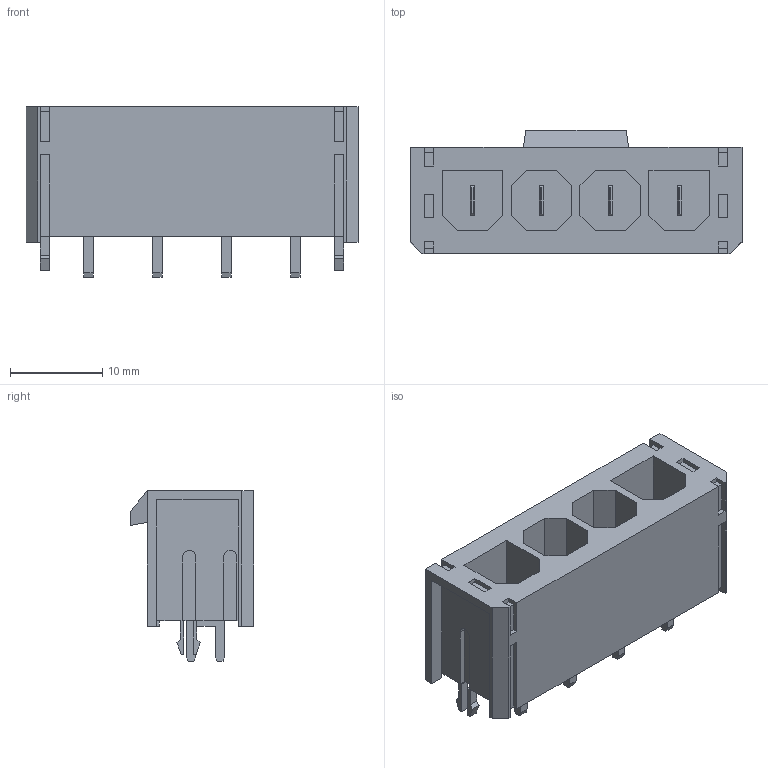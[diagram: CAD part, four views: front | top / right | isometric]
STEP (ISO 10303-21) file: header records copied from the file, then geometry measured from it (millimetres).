
FILE_DESCRIPTION (( 'STEP AP214' ), '1' );
FILE_NAME ('Molex_Sabre_43160-2104_1x04_P7.5mm_Vertical.step', '2020-06-08T09:36:40', ( '' ), ( '' ), 'SwSTEP 2.0', 'SolidWorks 2018', '' );
FILE_SCHEMA (( 'AUTOMOTIVE_DESIGN' ));
Length unit declared in the file: inch
Products named in the file (1): Molex_Sabre_43160-2104_1x04_P7.5mm_Vertical
Bounding box: 36.07 x 13.39 x 18.57 mm (x, y, z)
Volume: 3349.6 mm3; surface area: 4014.9 mm2
Topology: 1 solids, 1 shells, 274 faces, 735 edges, 477 vertices
Faces by surface type: plane 270, cylinder 4
Entity records: 8375 total; most frequent: CARTESIAN_POINT 1487, ORIENTED_EDGE 1470, DIRECTION 1293, EDGE_CURVE 735, VECTOR 727, LINE 727, VERTEX_POINT 477, EDGE_LOOP 288
